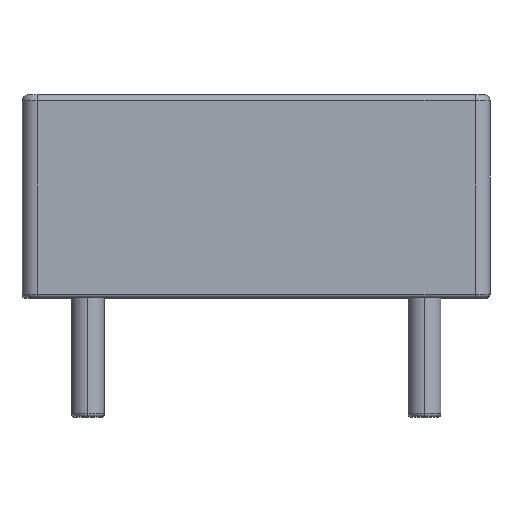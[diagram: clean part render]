
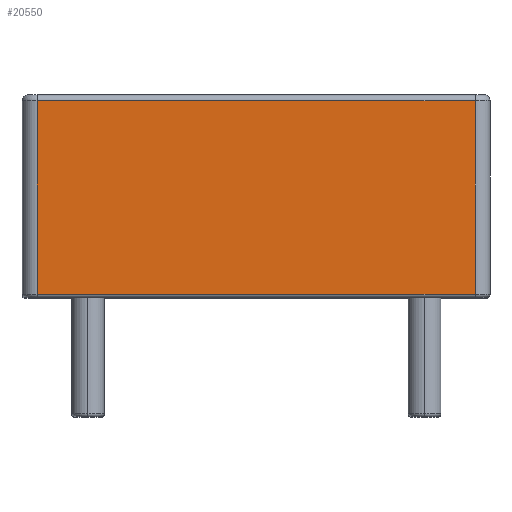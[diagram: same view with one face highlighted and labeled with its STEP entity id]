
A CAD part, top view. The second image highlights one B-rep face of the part: STEP entity #20550.
In plain terms, the highlighted planar face has unit normal (0, 0, 1).
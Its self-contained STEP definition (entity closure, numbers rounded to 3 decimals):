
#473 = VERTEX_POINT ( 'NONE', #19826 ) ;
#2717 = CARTESIAN_POINT ( 'NONE',  ( -7.35, 6.8, 7.85 ) ) ;
#3563 = DIRECTION ( 'NONE',  ( 0., 0., -1. ) ) ;
#4244 = LINE ( 'NONE', #17205, #25347 ) ;
#4701 = CARTESIAN_POINT ( 'NONE',  ( -7.35, 0.1, 7.85 ) ) ;
#4788 = DIRECTION ( 'NONE',  ( 0., -1., 0. ) ) ;
#4920 = EDGE_CURVE ( 'NONE', #473, #14118, #16845, .T. ) ;
#5545 = VECTOR ( 'NONE', #12704, 1000. ) ;
#5548 = PLANE ( 'NONE',  #8283 ) ;
#6097 = ORIENTED_EDGE ( 'NONE', *, *, #24158, .T. ) ;
#8283 = AXIS2_PLACEMENT_3D ( 'NONE', #15812, #3563, #17868 ) ;
#8775 = CARTESIAN_POINT ( 'NONE',  ( -7.35, 6.6, 7.85 ) ) ;
#8948 = ORIENTED_EDGE ( 'NONE', *, *, #4920, .T. ) ;
#10099 = ORIENTED_EDGE ( 'NONE', *, *, #15777, .F. ) ;
#12704 = DIRECTION ( 'NONE',  ( 0., -1., 0. ) ) ;
#13951 = FACE_OUTER_BOUND ( 'NONE', #21983, .T. ) ;
#14118 = VERTEX_POINT ( 'NONE', #21200 ) ;
#14381 = ORIENTED_EDGE ( 'NONE', *, *, #24086, .T. ) ;
#15777 = EDGE_CURVE ( 'NONE', #473, #19534, #21196, .T. ) ;
#15812 = CARTESIAN_POINT ( 'NONE',  ( 7.35, 6.8, 7.85 ) ) ;
#16181 = VECTOR ( 'NONE', #16868, 1000. ) ;
#16845 = LINE ( 'NONE', #8775, #16181 ) ;
#16868 = DIRECTION ( 'NONE',  ( -1., 0., 0. ) ) ;
#17205 = CARTESIAN_POINT ( 'NONE',  ( 7.35, 0.1, 7.85 ) ) ;
#17700 = CARTESIAN_POINT ( 'NONE',  ( 7.35, 0.1, 7.85 ) ) ;
#17868 = DIRECTION ( 'NONE',  ( -1., 0., 0. ) ) ;
#19266 = DIRECTION ( 'NONE',  ( 1., 0., 0. ) ) ;
#19534 = VERTEX_POINT ( 'NONE', #17700 ) ;
#19826 = CARTESIAN_POINT ( 'NONE',  ( 7.35, 6.6, 7.85 ) ) ;
#20550 = ADVANCED_FACE ( 'NONE', ( #13951 ), #5548, .F. ) ;
#20559 = VECTOR ( 'NONE', #4788, 1000. ) ;
#21196 = LINE ( 'NONE', #24956, #5545 ) ;
#21200 = CARTESIAN_POINT ( 'NONE',  ( -7.35, 6.6, 7.85 ) ) ;
#21983 = EDGE_LOOP ( 'NONE', ( #14381, #6097, #10099, #8948 ) ) ;
#22867 = VERTEX_POINT ( 'NONE', #4701 ) ;
#24086 = EDGE_CURVE ( 'NONE', #14118, #22867, #26006, .T. ) ;
#24158 = EDGE_CURVE ( 'NONE', #22867, #19534, #4244, .T. ) ;
#24956 = CARTESIAN_POINT ( 'NONE',  ( 7.35, 6.8, 7.85 ) ) ;
#25347 = VECTOR ( 'NONE', #19266, 1000. ) ;
#26006 = LINE ( 'NONE', #2717, #20559 ) ;
